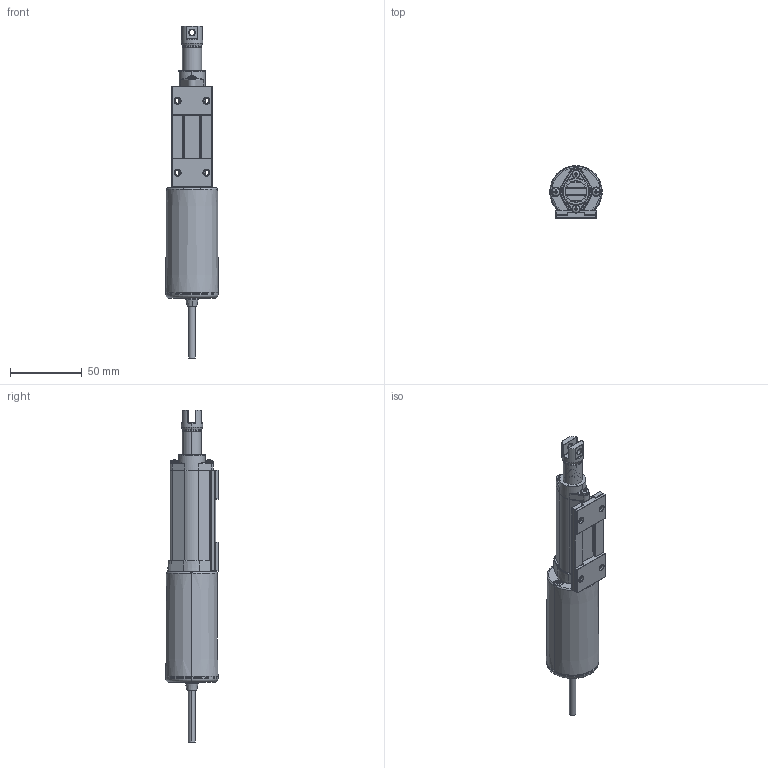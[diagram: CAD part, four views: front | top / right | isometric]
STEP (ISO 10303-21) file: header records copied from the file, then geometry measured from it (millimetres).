
FILE_DESCRIPTION((''),'2;1');
FILE_NAME('JC35N1_ASM_ASM_ASM','2016-06-03T',('Administrator'),(''),'PRO/ENGINEER BY PARAMETRIC TECHNOLOGY CORPORATION, 2014090','PRO/ENGINEER BY PARAMETRIC TECHNOLOGY CORPORATION, 2014090','');
FILE_SCHEMA(('CONFIG_CONTROL_DESIGN'));
Products named in the file (19): SHELL_6; CAP3_10; GB_M3X10-10__2; SPACER2_5; SHEEL_ASM_4_ASM; TAIL_5; LINECARD_5; TOP_2_5; NUTTR8X8P2_2_3; INNERPIPE_5; SEALER_2; PULLER_2_9; INNERPIPE2_ASM_4_ASM; FOOTPAD_2_2; GB_M3X6_2; ORING_3; JC35N1_ASM_ASM_22_ASM; LINE; JC35N1_ASM_ASM_ASM
Assembly tree (23 placements, depth 4):
  JC35N1_ASM_ASM_ASM
    JC35N1_ASM_ASM_22_ASM
      SHEEL_ASM_4_ASM
        SHELL_6
        CAP3_10
        GB_M3X10-10__2  x2
        SPACER2_5
      TAIL_5
      LINECARD_5
      TOP_2_5
      GB_M3X10-10__2  x2
      NUTTR8X8P2_2_3
      INNERPIPE2_ASM_4_ASM
        INNERPIPE_5
        SEALER_2
        PULLER_2_9
      FOOTPAD_2_2  x2
      GB_M3X6_2  x2
      ORING_3
    LINE
Bounding box: 36.52 x 36.76 x 230.96 mm (x, y, z)
Volume: 46026.5 mm3; surface area: 57567.6 mm2
Topology: 20 solids, 21 shells, 1422 faces, 3725 edges, 2324 vertices
Faces by surface type: cylinder 613, torus 321, plane 284, bspline 109, sphere 50, cone 39, revolution 6
Entity records: 57389 total; most frequent: CARTESIAN_POINT 26189, DIRECTION 6850, ORIENTED_EDGE 6474, EDGE_CURVE 3237, AXIS2_PLACEMENT_3D 2923, VERTEX_POINT 2038, CIRCLE 1727, EDGE_LOOP 1315
